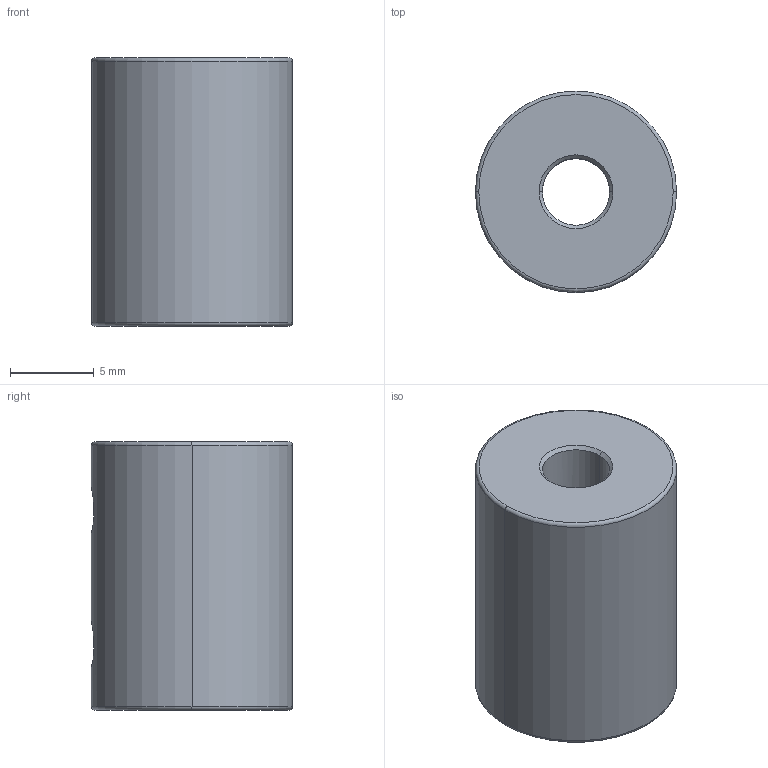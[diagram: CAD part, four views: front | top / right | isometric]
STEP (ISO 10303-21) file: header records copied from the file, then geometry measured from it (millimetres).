
FILE_DESCRIPTION (( 'STEP AP214' ), '1' );
FILE_NAME ('08-0002.step', '2020-04-06T07:08:57', ( '' ), ( '' ), 'SwSTEP 2.0', 'SolidWorks 2020', '' );
FILE_SCHEMA (( 'AUTOMOTIVE_DESIGN' ));
Length unit declared in the file: millimetre
Products named in the file (1): 08-0002
Bounding box: 12 x 12 x 16 mm (x, y, z)
Volume: 1560.5 mm3; surface area: 1087.5 mm2
Topology: 1 solids, 1 shells, 70 faces, 196 edges, 128 vertices
Faces by surface type: cylinder 42, bspline 18, cone 4, torus 4, plane 2
Entity records: 11724 total; most frequent: CARTESIAN_POINT 10289, ORIENTED_EDGE 392, EDGE_CURVE 196, DIRECTION 186, VERTEX_POINT 128, EDGE_LOOP 76, AXIS2_PLACEMENT_3D 73, ADVANCED_FACE 70
